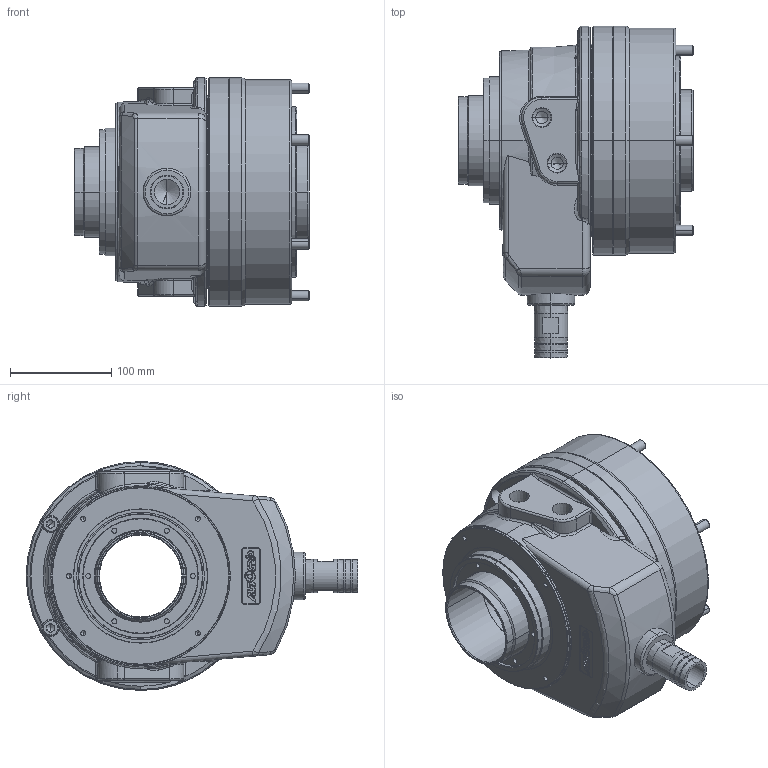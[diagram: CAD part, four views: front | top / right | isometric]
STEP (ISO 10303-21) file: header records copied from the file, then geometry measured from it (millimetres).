
FILE_DESCRIPTION (( 'STEP AP203' ), '1' );
FILE_NAME ('CF-TS-1081.STEP', '2020-12-03T00:44:39', ( '' ), ( '' ), 'SwSTEP 2.0', 'SolidWorks 2016', '' );
FILE_SCHEMA (( 'CONFIG_CONTROL_DESIGN' ));
Length unit declared in the file: millimetre
Products named in the file (10): CF-TS-1081-05000; CF-TS-1081-01000; CF-TS-1081-06000; CF-TS-1081-08000; 圓頭內六角螺栓_M10x35; 圓頭內六角螺栓_M10x90; O-RING_G85; CT-08洩油管; CF-TS-1081; CF-TS-1081-03000
Assembly tree (25 placements, depth 2):
  CF-TS-1081
    CF-TS-1081-01000
    CF-TS-1081-03000
    CF-TS-1081-05000
    CF-TS-1081-06000
    CF-TS-1081-08000
    圓頭內六角螺栓_M10x35  x12
    圓頭內六角螺栓_M10x90  x6
    O-RING_G85
    CT-08洩油管
Bounding box: 232.62 x 327.5 x 226 mm (x, y, z)
Volume: 5550723.2 mm3; surface area: 780923.7 mm2
Topology: 25 solids, 25 shells, 1441 faces, 3291 edges, 1918 vertices
Faces by surface type: cylinder 516, plane 435, cone 323, torus 83, bspline 78, sphere 6
Entity records: 35402 total; most frequent: CARTESIAN_POINT 10892, DIRECTION 5017, ORIENTED_EDGE 4622, EDGE_CURVE 2311, AXIS2_PLACEMENT_3D 2031, VERTEX_POINT 1390, EDGE_LOOP 1221, ADVANCED_FACE 1041
